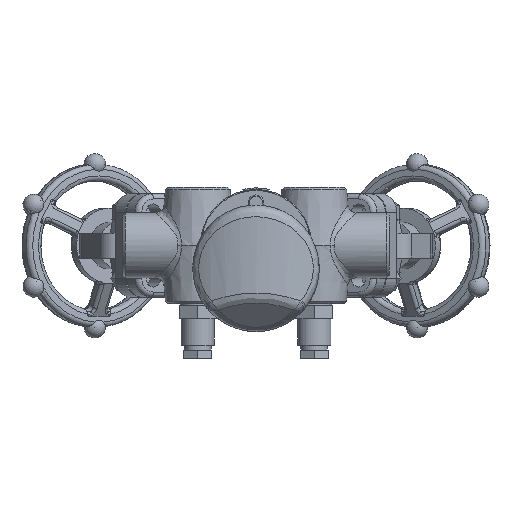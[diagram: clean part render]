
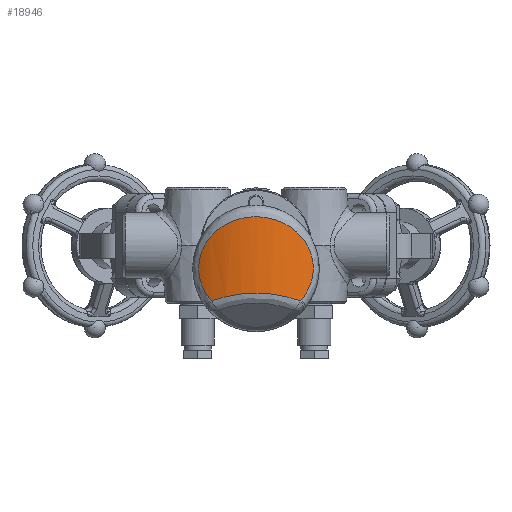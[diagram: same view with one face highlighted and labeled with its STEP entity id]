
A CAD part, top view. The second image highlights one B-rep face of the part: STEP entity #18946.
In plain terms, the highlighted cylindrical face has radius 70 mm (diameter 140 mm), a partial arc.
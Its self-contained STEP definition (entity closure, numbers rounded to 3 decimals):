
#592=CYLINDRICAL_SURFACE('',#20367,70.);
#973=B_SPLINE_CURVE_WITH_KNOTS('',3,(#34044,#34045,#34046,#34047,#34048,
#34049,#34050,#34051,#34052,#34053,#34054,#34055,#34056,#34057,#34058,#34059,
#34060,#34061,#34062,#34063,#34064,#34065,#34066,#34067,#34068,#34069,#34070,
#34071,#34072,#34073),.UNSPECIFIED.,.F.,.F.,(4,1,1,1,1,1,1,1,1,1,1,1,1,
1,1,1,1,1,1,1,1,1,1,1,1,1,1,4),(12.67,13.172,13.674,
14.677,15.681,16.684,17.353,17.855,
18.356,18.691,19.36,20.029,20.238,
20.363,20.697,21.366,22.37,22.704,
23.039,23.373,24.042,24.711,24.836,
25.213,25.714,26.216,26.342,26.718),
 .UNSPECIFIED.);
#2660=FACE_OUTER_BOUND('',#3782,.T.);
#3782=EDGE_LOOP('',(#13531,#13532,#13533,#13534));
#6903=ELLIPSE('',#20353,1.689,1.235);
#6904=ELLIPSE('',#20357,1.689,1.235);
#6908=ELLIPSE('',#20361,93.179,70.);
#7648=VERTEX_POINT('',#33775);
#7649=VERTEX_POINT('',#33777);
#7652=VERTEX_POINT('',#33862);
#7655=VERTEX_POINT('',#33870);
#9776=EDGE_CURVE('',#7648,#7649,#6903,.T.);
#9784=EDGE_CURVE('',#7655,#7652,#6904,.T.);
#9790=EDGE_CURVE('',#7649,#7655,#6908,.T.);
#9796=EDGE_CURVE('',#7652,#7648,#973,.T.);
#13531=ORIENTED_EDGE('',*,*,#9776,.F.);
#13532=ORIENTED_EDGE('',*,*,#9796,.F.);
#13533=ORIENTED_EDGE('',*,*,#9784,.F.);
#13534=ORIENTED_EDGE('',*,*,#9790,.F.);
#18946=ADVANCED_FACE('',(#2660),#592,.T.);
#20353=AXIS2_PLACEMENT_3D('',#33778,#23301,#23302);
#20357=AXIS2_PLACEMENT_3D('',#33872,#23309,#23310);
#20361=AXIS2_PLACEMENT_3D('',#34004,#23317,#23318);
#20367=AXIS2_PLACEMENT_3D('',#34043,#23330,#23331);
#23301=DIRECTION('center_axis',(-0.372,-0.014,
-0.928));
#23302=DIRECTION('ref_axis',(0.612,0.748,-0.257));
#23309=DIRECTION('center_axis',(0.372,-0.014,-0.928));
#23310=DIRECTION('ref_axis',(-0.612,0.748,-0.257));
#23317=DIRECTION('center_axis',(0.,-0.751,
0.66));
#23318=DIRECTION('ref_axis',(0.,0.66,0.751));
#23330=DIRECTION('center_axis',(0.,1.,0.));
#23331=DIRECTION('ref_axis',(-0.543,0.,-0.84));
#33775=CARTESIAN_POINT('',(26.975,-33.277,133.944));
#33777=CARTESIAN_POINT('',(26.619,-33.599,134.091));
#33778=CARTESIAN_POINT('Origin',(26.167,-32.395,134.254));
#33862=CARTESIAN_POINT('',(-26.975,-33.277,133.944));
#33870=CARTESIAN_POINT('',(-26.619,-33.599,134.091));
#33872=CARTESIAN_POINT('Origin',(-26.167,-32.395,134.254));
#34004=CARTESIAN_POINT('Origin',(0.,-90.479,
69.35));
#34043=CARTESIAN_POINT('Origin',(0.,-14.,
69.35));
#34044=CARTESIAN_POINT('Ctrl Pts',(-26.975,-33.277,
133.944));
#34045=CARTESIAN_POINT('Ctrl Pts',(-28.101,-32.001,
133.474));
#34046=CARTESIAN_POINT('Ctrl Pts',(-30.143,-29.266,
132.551));
#34047=CARTESIAN_POINT('Ctrl Pts',(-33.221,-23.291,130.996));
#34048=CARTESIAN_POINT('Ctrl Pts',(-35.052,-14.944,129.932));
#34049=CARTESIAN_POINT('Ctrl Pts',(-33.523,-4.795,
130.834));
#34050=CARTESIAN_POINT('Ctrl Pts',(-29.168,3.151,133.074));
#34051=CARTESIAN_POINT('Ctrl Pts',(-24.016,8.47,135.165));
#34052=CARTESIAN_POINT('Ctrl Pts',(-19.228,11.877,136.713));
#34053=CARTESIAN_POINT('Ctrl Pts',(-14.997,14.009,137.769));
#34054=CARTESIAN_POINT('Ctrl Pts',(-9.828,15.859,138.728));
#34055=CARTESIAN_POINT('Ctrl Pts',(-3.731,17.061,139.383));
#34056=CARTESIAN_POINT('Ctrl Pts',(2.027,17.06,139.383));
#34057=CARTESIAN_POINT('Ctrl Pts',(5.739,16.583,139.123));
#34058=CARTESIAN_POINT('Ctrl Pts',(8.185,16.143,138.886));
#34059=CARTESIAN_POINT('Ctrl Pts',(12.205,15.139,138.351));
#34060=CARTESIAN_POINT('Ctrl Pts',(18.908,12.348,136.917));
#34061=CARTESIAN_POINT('Ctrl Pts',(24.508,8.133,134.99));
#34062=CARTESIAN_POINT('Ctrl Pts',(28.244,3.845,133.412));
#34063=CARTESIAN_POINT('Ctrl Pts',(30.178,1.061,132.521));
#34064=CARTESIAN_POINT('Ctrl Pts',(32.305,-2.853,131.467));
#34065=CARTESIAN_POINT('Ctrl Pts',(34.12,-8.242,130.477));
#34066=CARTESIAN_POINT('Ctrl Pts',(34.54,-13.126,130.234));
#34067=CARTESIAN_POINT('Ctrl Pts',(34.318,-17.059,130.361));
#34068=CARTESIAN_POINT('Ctrl Pts',(33.822,-20.392,130.639));
#34069=CARTESIAN_POINT('Ctrl Pts',(32.447,-24.792,131.388));
#34070=CARTESIAN_POINT('Ctrl Pts',(30.699,-28.182,132.27));
#34071=CARTESIAN_POINT('Ctrl Pts',(28.859,-30.987,133.131));
#34072=CARTESIAN_POINT('Ctrl Pts',(27.82,-32.32,133.591));
#34073=CARTESIAN_POINT('Ctrl Pts',(26.975,-33.277,133.944));
